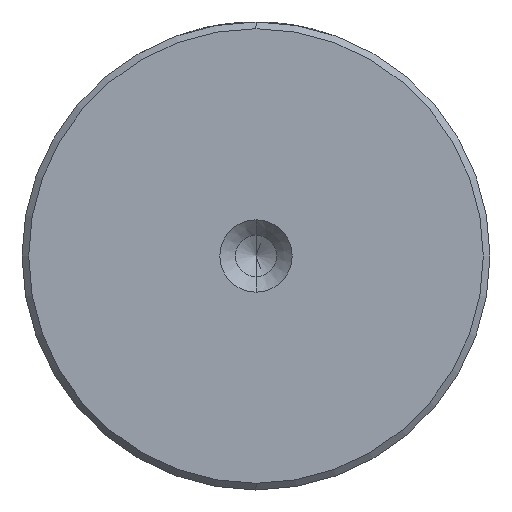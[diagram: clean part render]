
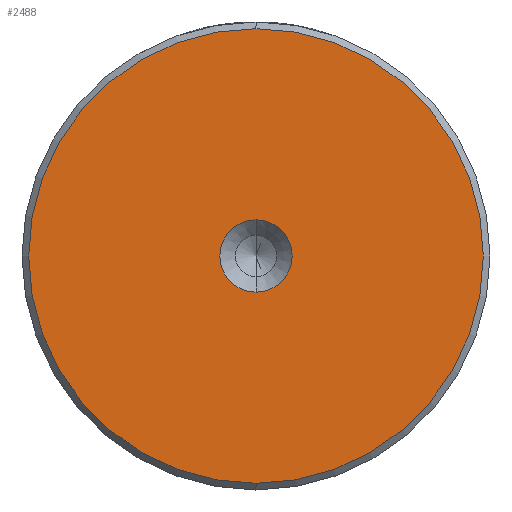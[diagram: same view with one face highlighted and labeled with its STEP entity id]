
A CAD part, left-side view. The second image highlights one B-rep face of the part: STEP entity #2488.
In plain terms, the highlighted planar face has unit normal (-1, 0, 0).
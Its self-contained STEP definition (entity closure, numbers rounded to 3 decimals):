
#15 = AXIS2_PLACEMENT_3D ( 'NONE', #1530, #205, #1966 ) ;
#101 = PLANE ( 'NONE',  #1510 ) ;
#126 = EDGE_CURVE ( 'NONE', #2127, #2794, #909, .T. ) ;
#140 = DIRECTION ( 'NONE',  ( 0., 0., 1. ) ) ;
#152 = ORIENTED_EDGE ( 'NONE', *, *, #1536, .T. ) ;
#153 = DIRECTION ( 'NONE',  ( -1., 0., 0. ) ) ;
#175 = CARTESIAN_POINT ( 'NONE',  ( 0., 0., 0. ) ) ;
#205 = DIRECTION ( 'NONE',  ( -1., 0., 0. ) ) ;
#276 = ORIENTED_EDGE ( 'NONE', *, *, #2632, .F. ) ;
#445 = EDGE_CURVE ( 'NONE', #1648, #776, #1598, .T. ) ;
#571 = CARTESIAN_POINT ( 'NONE',  ( 0., 0., 0. ) ) ;
#614 = EDGE_LOOP ( 'NONE', ( #2007, #152 ) ) ;
#645 = CARTESIAN_POINT ( 'NONE',  ( 0., 0., 0. ) ) ;
#776 = VERTEX_POINT ( 'NONE', #2323 ) ;
#851 = DIRECTION ( 'NONE',  ( -1., 0., 0. ) ) ;
#873 = DIRECTION ( 'NONE',  ( 0., 0., 1. ) ) ;
#909 = CIRCLE ( 'NONE', #1051, 2.7 ) ;
#1010 = FACE_BOUND ( 'NONE', #2711, .T. ) ;
#1024 = CARTESIAN_POINT ( 'NONE',  ( 0., 0., -2.7 ) ) ;
#1051 = AXIS2_PLACEMENT_3D ( 'NONE', #175, #153, #140 ) ;
#1228 = DIRECTION ( 'NONE',  ( 0., 0., 1. ) ) ;
#1440 = CIRCLE ( 'NONE', #1444, 17. ) ;
#1444 = AXIS2_PLACEMENT_3D ( 'NONE', #645, #2165, #873 ) ;
#1510 = AXIS2_PLACEMENT_3D ( 'NONE', #571, #2531, #1228 ) ;
#1530 = CARTESIAN_POINT ( 'NONE',  ( 0., 0., 0. ) ) ;
#1536 = EDGE_CURVE ( 'NONE', #776, #1648, #1440, .T. ) ;
#1598 = CIRCLE ( 'NONE', #15, 17. ) ;
#1648 = VERTEX_POINT ( 'NONE', #2634 ) ;
#1966 = DIRECTION ( 'NONE',  ( 0., 0., 1. ) ) ;
#2007 = ORIENTED_EDGE ( 'NONE', *, *, #445, .T. ) ;
#2127 = VERTEX_POINT ( 'NONE', #1024 ) ;
#2139 = CARTESIAN_POINT ( 'NONE',  ( 0., 0., 0. ) ) ;
#2150 = FACE_OUTER_BOUND ( 'NONE', #614, .T. ) ;
#2165 = DIRECTION ( 'NONE',  ( -1., 0., 0. ) ) ;
#2323 = CARTESIAN_POINT ( 'NONE',  ( 0., 0., 17. ) ) ;
#2370 = DIRECTION ( 'NONE',  ( 0., 0., 1. ) ) ;
#2449 = CIRCLE ( 'NONE', #2666, 2.7 ) ;
#2488 = ADVANCED_FACE ( 'NONE', ( #2150, #1010 ), #101, .T. ) ;
#2531 = DIRECTION ( 'NONE',  ( -1., 0., 0. ) ) ;
#2632 = EDGE_CURVE ( 'NONE', #2794, #2127, #2449, .T. ) ;
#2634 = CARTESIAN_POINT ( 'NONE',  ( 0., 0., -17. ) ) ;
#2650 = CARTESIAN_POINT ( 'NONE',  ( 0., 0., 2.7 ) ) ;
#2666 = AXIS2_PLACEMENT_3D ( 'NONE', #2139, #851, #2370 ) ;
#2711 = EDGE_LOOP ( 'NONE', ( #276, #2822 ) ) ;
#2794 = VERTEX_POINT ( 'NONE', #2650 ) ;
#2822 = ORIENTED_EDGE ( 'NONE', *, *, #126, .F. ) ;
